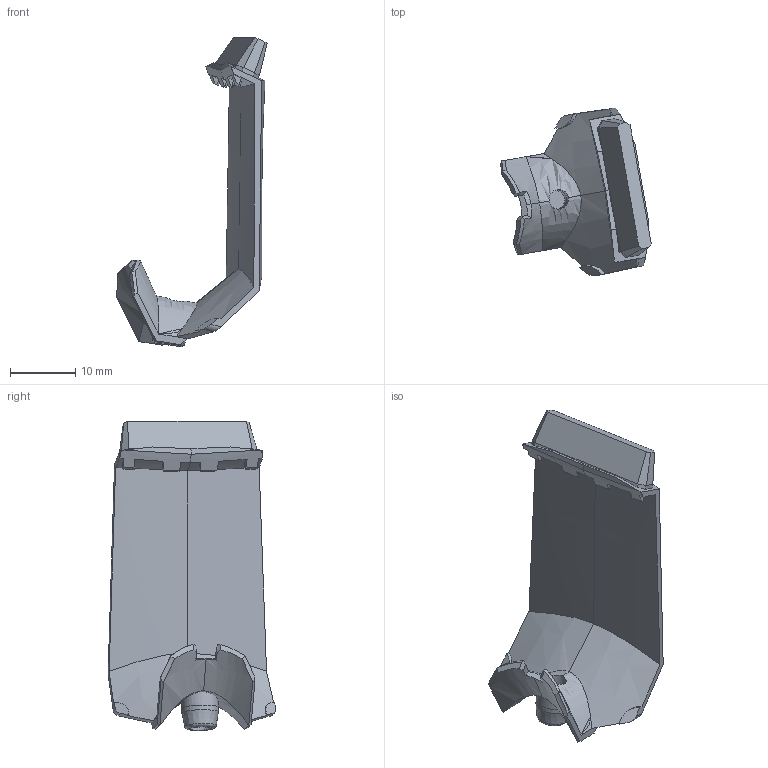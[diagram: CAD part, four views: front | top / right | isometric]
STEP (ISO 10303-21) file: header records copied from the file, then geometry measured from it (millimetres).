
FILE_DESCRIPTION(/* description */ (''),/* implementation_level */ '2;1');
FILE_NAME(/* name */ 'Expansion_Clip_v2 v7.step',/* time_stamp */ '2023-11-11T21:12:10-08:00',/* author */ (''),/* organization */ (''),/* preprocessor_version */ 'ST-DEVELOPER v20',/* originating_system */ 'Autodesk Translation Framework v12.14.0.127',/* authorisation */ '');
FILE_SCHEMA (('AUTOMOTIVE_DESIGN { 1 0 10303 214 3 1 1 }'));
Length unit declared in the file: millimetre
Products named in the file (1): Expansion_Clip_v2
Bounding box: 23.01 x 25.68 x 47.26 mm (x, y, z)
Volume: 2626.8 mm3; surface area: 3293.3 mm2
Topology: 1 solids, 1 shells, 156 faces, 419 edges, 274 vertices
Faces by surface type: bspline 80, plane 40, cone 20, cylinder 12, torus 4
Full cylindrical faces by diameter (mm): 1.65 x1, 2 x1, 3 x1, 3.014 x1, 3.359 x2, 4 x1, 5.319 x2, 5.624 x1
Entity records: 20855 total; most frequent: CARTESIAN_POINT 17514, ORIENTED_EDGE 838, DIRECTION 435, EDGE_CURVE 419, VERTEX_POINT 274, B_SPLINE_CURVE_WITH_KNOTS 213, EDGE_LOOP 165, FACE_OUTER_BOUND 156
